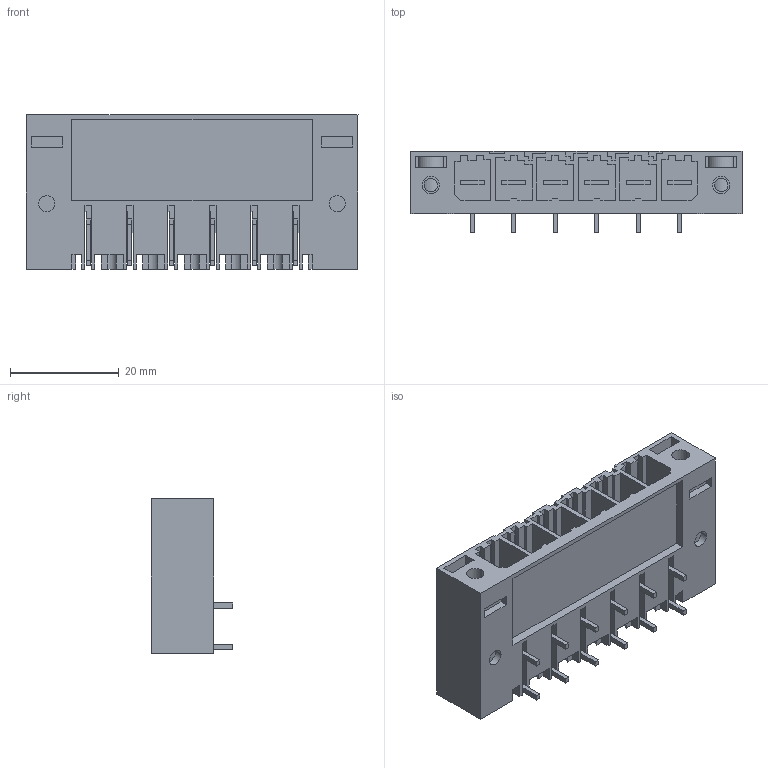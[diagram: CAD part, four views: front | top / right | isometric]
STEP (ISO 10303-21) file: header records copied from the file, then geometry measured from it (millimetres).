
FILE_DESCRIPTION(('CATIA V5 STEP Exchange','CAx-IF Rec.Pracs.--- Model Styling and Organization---1.2---2011-12-15'),'2;1');
FILE_NAME ('D1459391_0_1930530000_1930530000.stp','2017-04-28T06:52:46+00:00',('none'),('Weidmueller'),'CATIA Version 5-6 Release 2014','CATIA V5 STEP AP214','none');
FILE_SCHEMA(('AUTOMOTIVE_DESIGN { 1 0 10303 214 1 1 1 1 }'));
Length unit declared in the file: millimetre
Products named in the file (1): 1930530000
Bounding box: 60.96 x 14.9 x 28.3 mm (x, y, z)
Volume: 9581.7 mm3; surface area: 15106.9 mm2
Topology: 9 solids, 9 shells, 642 faces, 1856 edges, 1245 vertices
Faces by surface type: plane 586, cylinder 56
Entity records: 20443 total; most frequent: CARTESIAN_POINT 3714, ORIENTED_EDGE 3712, DIRECTION 2741, EDGE_CURVE 1856, VECTOR 1734, LINE 1734, VERTEX_POINT 1245, EDGE_LOOP 679
